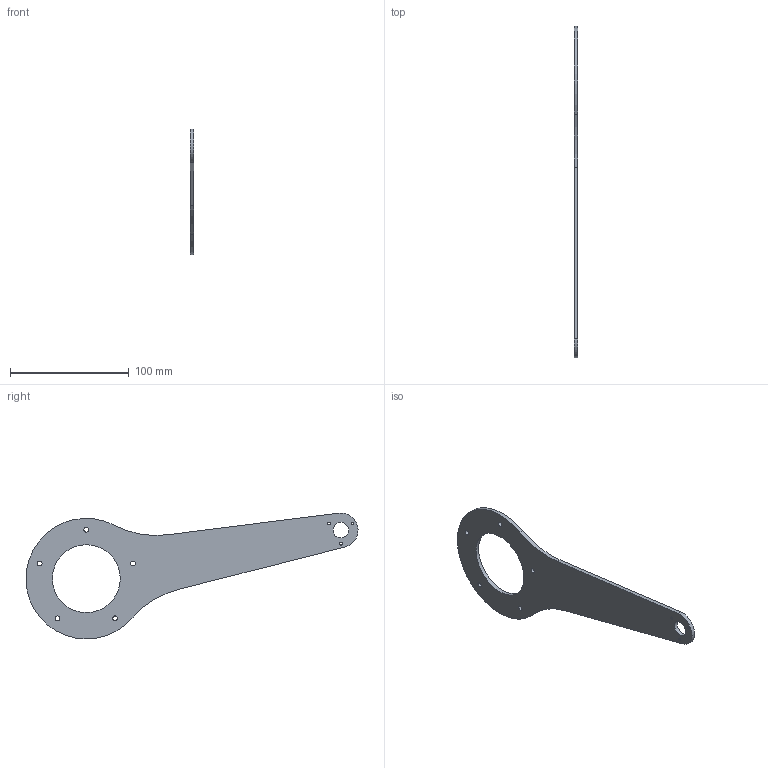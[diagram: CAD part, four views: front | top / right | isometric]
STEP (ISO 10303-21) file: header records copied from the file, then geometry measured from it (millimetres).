
FILE_DESCRIPTION(/* description */ ('STEP AP214'),/* implementation_level */ '2;1');
FILE_NAME(/* name */ '6252688decdeb77adb8bca27',/* time_stamp */ '2022-04-10T05:18:05+00:00',/* author */ (''),/* organization */ (''),/* preprocessor_version */ 'ST-DEVELOPER v18.101',/* originating_system */ ' ',/* authorisation */ ' ');
FILE_SCHEMA (('AUTOMOTIVE_DESIGN {1 0 10303 214 3 1 1}'));
Length unit declared in the file: metre
Products named in the file (1): Part 319
Bounding box: 3.17 x 279.59 x 106.11 mm (x, y, z)
Volume: 39854.8 mm3; surface area: 28156.5 mm2
Topology: 1 solids, 1 shells, 18 faces, 48 edges, 32 vertices
Faces by surface type: cylinder 14, plane 4
Full cylindrical faces by diameter (mm): 2.381 x3, 4.039 x5, 13.097 x1, 57.15 x1
Entity records: 600 total; most frequent: DIRECTION 104, CARTESIAN_POINT 89, ORIENTED_EDGE 76, EDGE_LOOP 48, FACE_BOUND 48, AXIS2_PLACEMENT_3D 47, EDGE_CURVE 38, VERTEX_POINT 32
